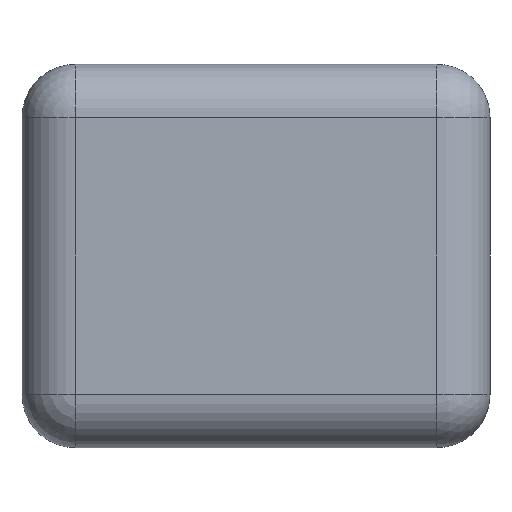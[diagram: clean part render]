
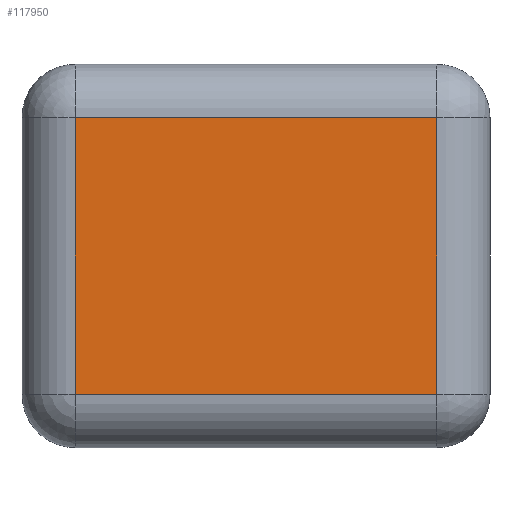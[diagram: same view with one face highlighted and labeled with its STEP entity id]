
A CAD part, front view. The second image highlights one B-rep face of the part: STEP entity #117950.
In plain terms, the highlighted planar face has unit normal (0, -1, 0).
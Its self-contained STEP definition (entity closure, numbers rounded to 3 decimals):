
#3983 = DIRECTION ( 'NONE',  ( 1., 0., 0. ) ) ;
#5577 = VECTOR ( 'NONE', #119409, 1000. ) ;
#15040 = VECTOR ( 'NONE', #73392, 1000. ) ;
#22417 = EDGE_LOOP ( 'NONE', ( #118152, #72865, #107583, #35904 ) ) ;
#27967 = CARTESIAN_POINT ( 'NONE',  ( 0., -133.637, 0. ) ) ;
#29462 = CARTESIAN_POINT ( 'NONE',  ( -272.112, -133.637, -208.357 ) ) ;
#35904 = ORIENTED_EDGE ( 'NONE', *, *, #69938, .T. ) ;
#36485 = FACE_OUTER_BOUND ( 'NONE', #22417, .T. ) ;
#50093 = CARTESIAN_POINT ( 'NONE',  ( 272.112, -133.637, 0. ) ) ;
#50966 = VERTEX_POINT ( 'NONE', #29462 ) ;
#56439 = CARTESIAN_POINT ( 'NONE',  ( 0., -133.637, 208.357 ) ) ;
#57083 = VERTEX_POINT ( 'NONE', #134917 ) ;
#57663 = DIRECTION ( 'NONE',  ( 0., 0., -1. ) ) ;
#66793 = CARTESIAN_POINT ( 'NONE',  ( 272.112, -133.637, 208.357 ) ) ;
#68652 = EDGE_CURVE ( 'NONE', #117155, #77613, #71293, .T. ) ;
#69938 = EDGE_CURVE ( 'NONE', #57083, #50966, #97420, .T. ) ;
#71293 = LINE ( 'NONE', #50093, #15040 ) ;
#72865 = ORIENTED_EDGE ( 'NONE', *, *, #68652, .T. ) ;
#73392 = DIRECTION ( 'NONE',  ( 0., 0., 1. ) ) ;
#76981 = LINE ( 'NONE', #56439, #5577 ) ;
#77591 = CARTESIAN_POINT ( 'NONE',  ( -272.112, -133.637, 0. ) ) ;
#77613 = VERTEX_POINT ( 'NONE', #66793 ) ;
#78228 = EDGE_CURVE ( 'NONE', #50966, #117155, #91582, .T. ) ;
#79603 = CARTESIAN_POINT ( 'NONE',  ( 0., -133.637, -208.357 ) ) ;
#85783 = EDGE_CURVE ( 'NONE', #77613, #57083, #76981, .T. ) ;
#86792 = DIRECTION ( 'NONE',  ( 0., 0., -1. ) ) ;
#87363 = VECTOR ( 'NONE', #86792, 1000. ) ;
#90198 = DIRECTION ( 'NONE',  ( 0., -1., 0. ) ) ;
#91582 = LINE ( 'NONE', #79603, #112321 ) ;
#97420 = LINE ( 'NONE', #77591, #87363 ) ;
#107583 = ORIENTED_EDGE ( 'NONE', *, *, #85783, .T. ) ;
#112321 = VECTOR ( 'NONE', #3983, 1000. ) ;
#117155 = VERTEX_POINT ( 'NONE', #122369 ) ;
#117278 = AXIS2_PLACEMENT_3D ( 'NONE', #27967, #90198, #57663 ) ;
#117950 = ADVANCED_FACE ( 'NONE', ( #36485 ), #135402, .T. ) ;
#118152 = ORIENTED_EDGE ( 'NONE', *, *, #78228, .T. ) ;
#119409 = DIRECTION ( 'NONE',  ( -1., 0., 0. ) ) ;
#122369 = CARTESIAN_POINT ( 'NONE',  ( 272.112, -133.637, -208.357 ) ) ;
#134917 = CARTESIAN_POINT ( 'NONE',  ( -272.112, -133.637, 208.357 ) ) ;
#135402 = PLANE ( 'NONE',  #117278 ) ;
